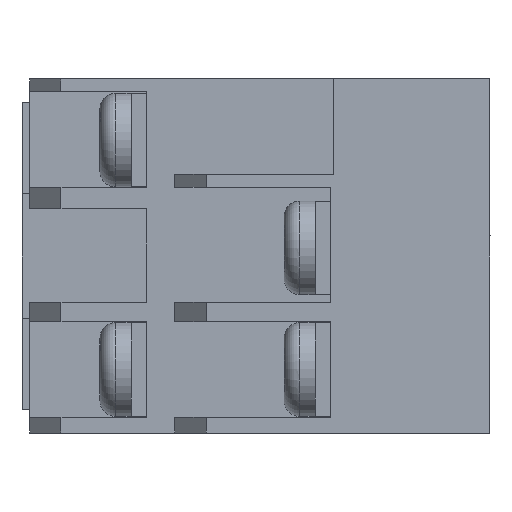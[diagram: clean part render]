
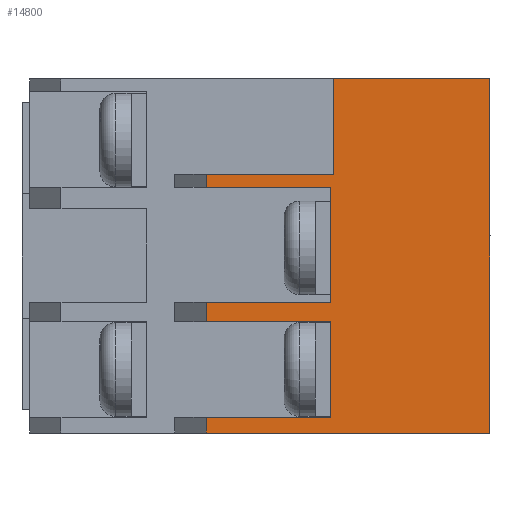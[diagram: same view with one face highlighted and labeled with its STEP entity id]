
A CAD part, left-side view. The second image highlights one B-rep face of the part: STEP entity #14800.
In plain terms, the highlighted planar face has unit normal (-1, 0, 0).
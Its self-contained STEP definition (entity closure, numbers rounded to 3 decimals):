
#67 = LINE ( 'NONE', #4570, #7123 ) ;
#74 = ORIENTED_EDGE ( 'NONE', *, *, #15767, .T. ) ;
#261 = ORIENTED_EDGE ( 'NONE', *, *, #13623, .T. ) ;
#515 = VERTEX_POINT ( 'NONE', #5102 ) ;
#598 = CARTESIAN_POINT ( 'NONE',  ( -35.95, 18.2, 5.25 ) ) ;
#877 = CARTESIAN_POINT ( 'NONE',  ( -35.95, 0., 11.35 ) ) ;
#892 = ORIENTED_EDGE ( 'NONE', *, *, #16147, .T. ) ;
#1025 = CARTESIAN_POINT ( 'NONE',  ( -35.95, 18.2, -11.35 ) ) ;
#1305 = CARTESIAN_POINT ( 'NONE',  ( -35.95, 30., -10.35 ) ) ;
#1365 = DIRECTION ( 'NONE',  ( 0., -1., 0. ) ) ;
#1386 = VERTEX_POINT ( 'NONE', #14878 ) ;
#1953 = EDGE_LOOP ( 'NONE', ( #4053, #6119, #74, #14393, #11436, #15075, #16456, #261, #7528, #892, #3039, #6232, #12251, #4174 ) ) ;
#2073 = LINE ( 'NONE', #18183, #9064 ) ;
#2092 = CARTESIAN_POINT ( 'NONE',  ( -35.95, 10.2, -2.973 ) ) ;
#2197 = VERTEX_POINT ( 'NONE', #14490 ) ;
#2216 = CARTESIAN_POINT ( 'NONE',  ( -35.95, 30., -11.35 ) ) ;
#2242 = VERTEX_POINT ( 'NONE', #598 ) ;
#2337 = VERTEX_POINT ( 'NONE', #3541 ) ;
#2440 = LINE ( 'NONE', #17476, #9846 ) ;
#2459 = DIRECTION ( 'NONE',  ( 0., 0., -1. ) ) ;
#2511 = VECTOR ( 'NONE', #3369, 1000. ) ;
#2608 = AXIS2_PLACEMENT_3D ( 'NONE', #2216, #11956, #3635 ) ;
#2922 = DIRECTION ( 'NONE',  ( 0., 0., -1. ) ) ;
#3039 = ORIENTED_EDGE ( 'NONE', *, *, #13953, .T. ) ;
#3287 = CARTESIAN_POINT ( 'NONE',  ( -35.95, 10.2, -4.2 ) ) ;
#3369 = DIRECTION ( 'NONE',  ( 0., 0., -1. ) ) ;
#3541 = CARTESIAN_POINT ( 'NONE',  ( -35.95, 18.2, 4.4 ) ) ;
#3635 = DIRECTION ( 'NONE',  ( 0., 0., -1. ) ) ;
#4053 = ORIENTED_EDGE ( 'NONE', *, *, #12871, .T. ) ;
#4086 = VERTEX_POINT ( 'NONE', #13074 ) ;
#4174 = ORIENTED_EDGE ( 'NONE', *, *, #13421, .T. ) ;
#4184 = VERTEX_POINT ( 'NONE', #17436 ) ;
#4570 = CARTESIAN_POINT ( 'NONE',  ( -35.95, 30., -2.973 ) ) ;
#5102 = CARTESIAN_POINT ( 'NONE',  ( -35.95, 18.2, -11.35 ) ) ;
#5402 = LINE ( 'NONE', #5680, #12338 ) ;
#5441 = VECTOR ( 'NONE', #2459, 1000. ) ;
#5680 = CARTESIAN_POINT ( 'NONE',  ( -35.95, 18.2, -11.35 ) ) ;
#5974 = CARTESIAN_POINT ( 'NONE',  ( -35.95, 30., 4.4 ) ) ;
#6119 = ORIENTED_EDGE ( 'NONE', *, *, #13848, .T. ) ;
#6232 = ORIENTED_EDGE ( 'NONE', *, *, #14375, .F. ) ;
#6274 = DIRECTION ( 'NONE',  ( 0., 0., 1. ) ) ;
#6967 = VERTEX_POINT ( 'NONE', #877 ) ;
#7123 = VECTOR ( 'NONE', #7249, 1000. ) ;
#7249 = DIRECTION ( 'NONE',  ( 0., 1., 0. ) ) ;
#7376 = CARTESIAN_POINT ( 'NONE',  ( -35.95, 10.2, -10.35 ) ) ;
#7528 = ORIENTED_EDGE ( 'NONE', *, *, #13708, .T. ) ;
#7591 = VECTOR ( 'NONE', #11955, 1000. ) ;
#7934 = DIRECTION ( 'NONE',  ( 0., 0., 1. ) ) ;
#8082 = CARTESIAN_POINT ( 'NONE',  ( -35.95, 10., 11.35 ) ) ;
#8509 = CARTESIAN_POINT ( 'NONE',  ( -35.95, 18.2, -11.35 ) ) ;
#8863 = VECTOR ( 'NONE', #11063, 1000. ) ;
#8890 = VECTOR ( 'NONE', #12985, 1000. ) ;
#9064 = VECTOR ( 'NONE', #1365, 1000. ) ;
#9534 = CARTESIAN_POINT ( 'NONE',  ( -35.95, 18.2, -2.973 ) ) ;
#9846 = VECTOR ( 'NONE', #17410, 1000. ) ;
#10144 = LINE ( 'NONE', #13921, #17171 ) ;
#10213 = VERTEX_POINT ( 'NONE', #13208 ) ;
#10937 = VERTEX_POINT ( 'NONE', #8082 ) ;
#11063 = DIRECTION ( 'NONE',  ( 0., 1., 0. ) ) ;
#11343 = VERTEX_POINT ( 'NONE', #2092 ) ;
#11411 = LINE ( 'NONE', #16015, #15179 ) ;
#11436 = ORIENTED_EDGE ( 'NONE', *, *, #15475, .T. ) ;
#11613 = CARTESIAN_POINT ( 'NONE',  ( -35.95, 10.2, -11.35 ) ) ;
#11722 = EDGE_CURVE ( 'NONE', #15765, #15211, #13665, .T. ) ;
#11747 = CARTESIAN_POINT ( 'NONE',  ( -35.95, 10.2, -11.35 ) ) ;
#11955 = DIRECTION ( 'NONE',  ( 0., 1., 0. ) ) ;
#11956 = DIRECTION ( 'NONE',  ( 1., 0., 0. ) ) ;
#12251 = ORIENTED_EDGE ( 'NONE', *, *, #13447, .F. ) ;
#12338 = VECTOR ( 'NONE', #16834, 1000. ) ;
#12593 = LINE ( 'NONE', #11613, #8890 ) ;
#12811 = LINE ( 'NONE', #1025, #5441 ) ;
#12871 = EDGE_CURVE ( 'NONE', #2242, #2337, #17458, .T. ) ;
#12945 = DIRECTION ( 'NONE',  ( 0., -1., 0. ) ) ;
#12985 = DIRECTION ( 'NONE',  ( 0., 0., -1. ) ) ;
#13074 = CARTESIAN_POINT ( 'NONE',  ( -35.95, 18.2, -10.35 ) ) ;
#13208 = CARTESIAN_POINT ( 'NONE',  ( -35.95, 18.2, -4.2 ) ) ;
#13237 = VECTOR ( 'NONE', #7934, 1000. ) ;
#13421 = EDGE_CURVE ( 'NONE', #1386, #2242, #15448, .T. ) ;
#13447 = EDGE_CURVE ( 'NONE', #1386, #10937, #16983, .T. ) ;
#13623 = EDGE_CURVE ( 'NONE', #15211, #4086, #14552, .T. ) ;
#13665 = LINE ( 'NONE', #11747, #2511 ) ;
#13685 = EDGE_CURVE ( 'NONE', #10213, #15765, #2073, .T. ) ;
#13708 = EDGE_CURVE ( 'NONE', #4086, #515, #5402, .T. ) ;
#13759 = VECTOR ( 'NONE', #2922, 1000. ) ;
#13820 = EDGE_CURVE ( 'NONE', #11343, #15528, #67, .T. ) ;
#13848 = EDGE_CURVE ( 'NONE', #2337, #2197, #14534, .T. ) ;
#13921 = CARTESIAN_POINT ( 'NONE',  ( -35.95, 30., -11.35 ) ) ;
#13953 = EDGE_CURVE ( 'NONE', #4184, #6967, #11411, .T. ) ;
#14103 = DIRECTION ( 'NONE',  ( 0., -1., 0. ) ) ;
#14111 = VECTOR ( 'NONE', #12945, 1000. ) ;
#14375 = EDGE_CURVE ( 'NONE', #10937, #6967, #2440, .T. ) ;
#14393 = ORIENTED_EDGE ( 'NONE', *, *, #13820, .T. ) ;
#14490 = CARTESIAN_POINT ( 'NONE',  ( -35.95, 10.2, 4.4 ) ) ;
#14534 = LINE ( 'NONE', #5974, #14111 ) ;
#14552 = LINE ( 'NONE', #1305, #8863 ) ;
#14749 = PLANE ( 'NONE',  #2608 ) ;
#14800 = ADVANCED_FACE ( 'NONE', ( #16408 ), #14749, .F. ) ;
#14869 = CARTESIAN_POINT ( 'NONE',  ( -35.95, 10., -11.35 ) ) ;
#14878 = CARTESIAN_POINT ( 'NONE',  ( -35.95, 10., 5.25 ) ) ;
#15075 = ORIENTED_EDGE ( 'NONE', *, *, #13685, .T. ) ;
#15179 = VECTOR ( 'NONE', #6274, 1000. ) ;
#15211 = VERTEX_POINT ( 'NONE', #7376 ) ;
#15448 = LINE ( 'NONE', #17567, #7591 ) ;
#15475 = EDGE_CURVE ( 'NONE', #15528, #10213, #12811, .T. ) ;
#15528 = VERTEX_POINT ( 'NONE', #9534 ) ;
#15765 = VERTEX_POINT ( 'NONE', #3287 ) ;
#15767 = EDGE_CURVE ( 'NONE', #2197, #11343, #12593, .T. ) ;
#16015 = CARTESIAN_POINT ( 'NONE',  ( -35.95, 0., -11.35 ) ) ;
#16147 = EDGE_CURVE ( 'NONE', #515, #4184, #10144, .T. ) ;
#16408 = FACE_OUTER_BOUND ( 'NONE', #1953, .T. ) ;
#16456 = ORIENTED_EDGE ( 'NONE', *, *, #11722, .T. ) ;
#16834 = DIRECTION ( 'NONE',  ( 0., 0., -1. ) ) ;
#16983 = LINE ( 'NONE', #14869, #13237 ) ;
#17171 = VECTOR ( 'NONE', #14103, 1000. ) ;
#17410 = DIRECTION ( 'NONE',  ( 0., -1., 0. ) ) ;
#17436 = CARTESIAN_POINT ( 'NONE',  ( -35.95, 0., -11.35 ) ) ;
#17458 = LINE ( 'NONE', #8509, #13759 ) ;
#17476 = CARTESIAN_POINT ( 'NONE',  ( -35.95, 30., 11.35 ) ) ;
#17567 = CARTESIAN_POINT ( 'NONE',  ( -35.95, 30., 5.25 ) ) ;
#18183 = CARTESIAN_POINT ( 'NONE',  ( -35.95, 30., -4.2 ) ) ;
